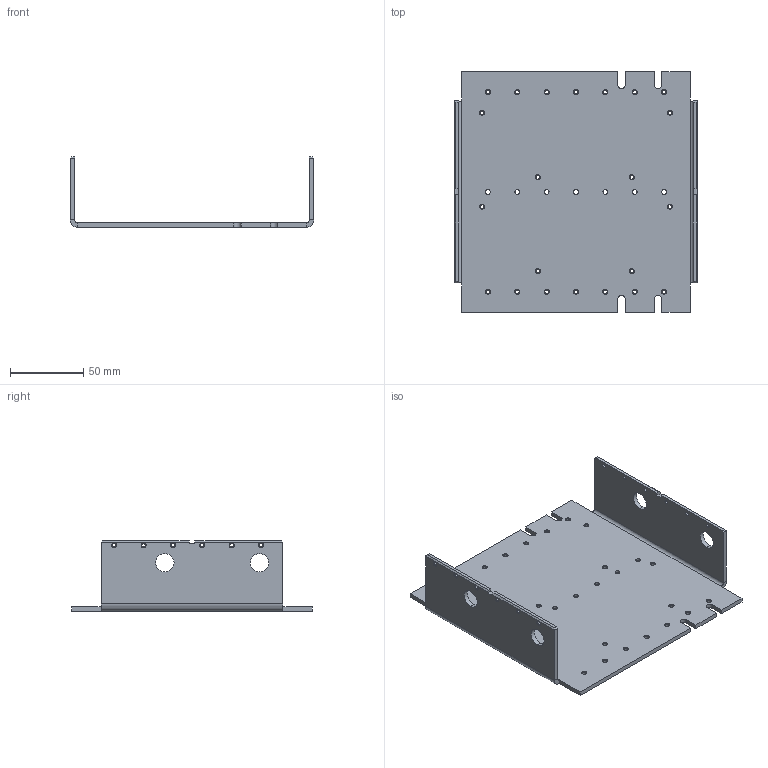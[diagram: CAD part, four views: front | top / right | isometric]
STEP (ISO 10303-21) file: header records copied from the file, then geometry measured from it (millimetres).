
FILE_DESCRIPTION (( 'STEP AP203' ), '1' );
FILE_NAME ('ÒÒÝÎ-3.03.01.02.402 Êðûøêà áëîêà ôèëüòðîâ.STEP', '2019-06-07T11:24:48', ( '' ), ( '' ), 'SwSTEP 2.0', 'SolidWorks 2018', '' );
FILE_SCHEMA (( 'CONFIG_CONTROL_DESIGN' ));
Length unit declared in the file: millimetre
Products named in the file (1): ÒÒÝÎ-3.03.01.02.402 Êðûøêà áëîêà ôèëüòðîâ
Bounding box: 166 x 164 x 48 mm (x, y, z)
Volume: 109695.1 mm3; surface area: 77320.3 mm2
Topology: 1 solids, 1 shells, 230 faces, 582 edges, 354 vertices
Faces by surface type: cylinder 98, cone 82, plane 50
Entity records: 7165 total; most frequent: DIRECTION 1322, CARTESIAN_POINT 1167, ORIENTED_EDGE 1164, EDGE_CURVE 582, AXIS2_PLACEMENT_3D 509, VERTEX_POINT 354, EDGE_LOOP 320, LINE 304
